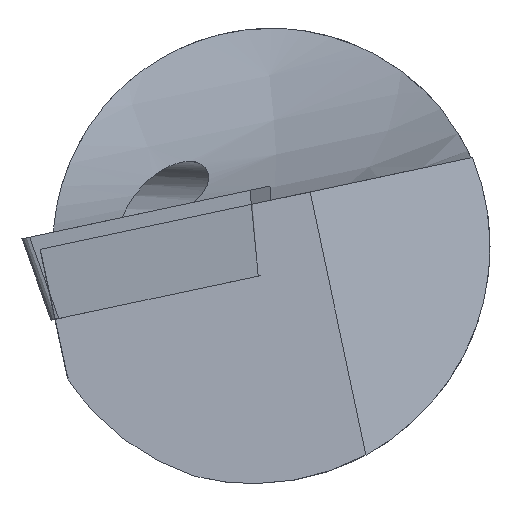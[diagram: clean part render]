
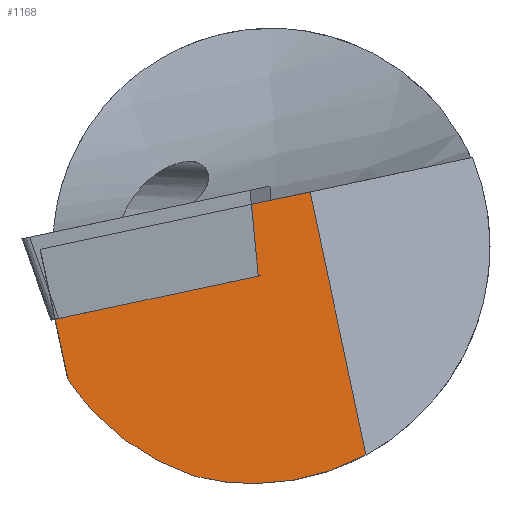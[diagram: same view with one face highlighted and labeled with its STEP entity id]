
A CAD part, left-side view. The second image highlights one B-rep face of the part: STEP entity #1168.
In plain terms, the highlighted planar face has unit normal (-0.996, -0.085, 0.018).
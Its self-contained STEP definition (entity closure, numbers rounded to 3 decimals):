
#49=ELLIPSE('',#1291,6.641,6.616);
#51=ELLIPSE('',#1294,6.525,6.5);
#61=PLANE('',#1308);
#107=LINE('',#1878,#195);
#111=LINE('',#1924,#199);
#118=LINE('',#1949,#206);
#195=VECTOR('',#1445,1000.);
#199=VECTOR('',#1465,1000.);
#206=VECTOR('',#1498,1000.);
#349=ORIENTED_EDGE('',*,*,#625,.F.);
#350=ORIENTED_EDGE('',*,*,#629,.T.);
#351=ORIENTED_EDGE('',*,*,#630,.T.);
#352=ORIENTED_EDGE('',*,*,#616,.F.);
#353=ORIENTED_EDGE('',*,*,#640,.T.);
#616=EDGE_CURVE('',#775,#776,#107,.T.);
#625=EDGE_CURVE('',#782,#783,#49,.T.);
#629=EDGE_CURVE('',#782,#784,#51,.F.);
#630=EDGE_CURVE('',#784,#776,#111,.T.);
#640=EDGE_CURVE('',#775,#783,#118,.T.);
#775=VERTEX_POINT('',#1879);
#776=VERTEX_POINT('',#1880);
#782=VERTEX_POINT('',#1908);
#783=VERTEX_POINT('',#1910);
#784=VERTEX_POINT('',#1921);
#951=EDGE_LOOP('',(#349,#350,#351,#352,#353));
#1049=FACE_BOUND('',#951,.T.);
#1168=ADVANCED_FACE('',(#1049),#61,.T.);
#1291=AXIS2_PLACEMENT_3D('',#1909,#1455,#1456);
#1294=AXIS2_PLACEMENT_3D('',#1922,#1461,#1462);
#1308=AXIS2_PLACEMENT_3D('',#1948,#1496,#1497);
#1445=DIRECTION('',(0.087,-0.974,0.207));
#1455=DIRECTION('',(0.996,0.085,-0.018));
#1456=DIRECTION('',(-0.087,0.974,-0.207));
#1461=DIRECTION('',(0.996,0.085,-0.018));
#1462=DIRECTION('',(-0.087,0.974,-0.207));
#1465=DIRECTION('',(0.,0.208,0.978));
#1496=DIRECTION('',(-0.996,-0.085,0.018));
#1497=DIRECTION('',(-0.085,0.996,0.));
#1498=DIRECTION('',(0.,-0.208,-0.978));
#1878=CARTESIAN_POINT('',(0.888,1.009,1.069));
#1879=CARTESIAN_POINT('',(0.411,6.347,-0.066));
#1880=CARTESIAN_POINT('',(1.073,-1.06,1.509));
#1908=CARTESIAN_POINT('',(0.66,2.104,-6.299));
#1909=CARTESIAN_POINT('',(0.951,0.05,-0.011));
#1910=CARTESIAN_POINT('',(0.411,5.59,-3.626));
#1921=CARTESIAN_POINT('',(1.073,-2.596,-5.716));
#1922=CARTESIAN_POINT('',(0.912,0.5,0.));
#1924=CARTESIAN_POINT('',(1.073,-3.095,-8.063));
#1948=CARTESIAN_POINT('',(0.409,4.326,-9.64));
#1949=CARTESIAN_POINT('',(0.411,4.312,-9.637));
